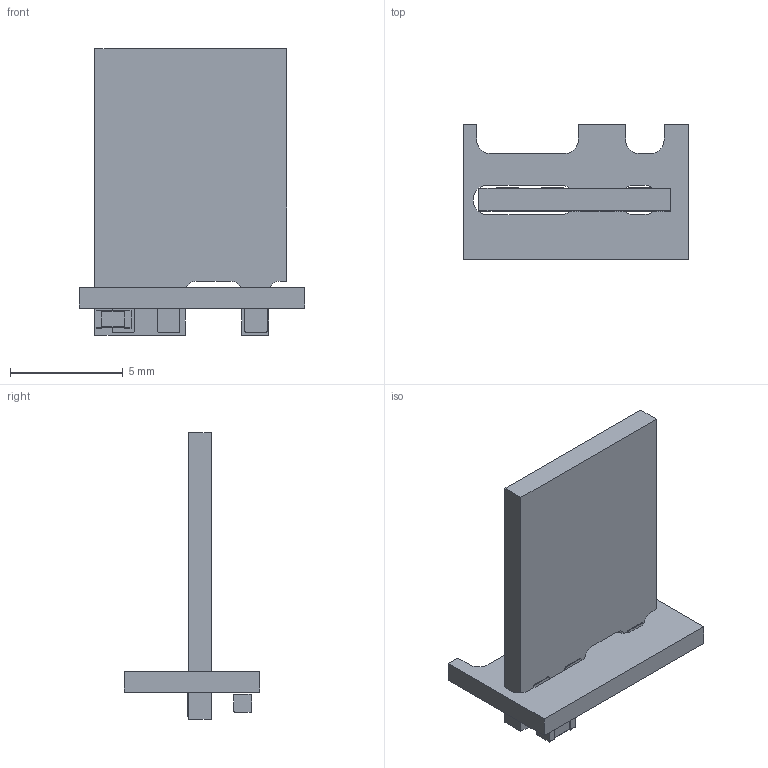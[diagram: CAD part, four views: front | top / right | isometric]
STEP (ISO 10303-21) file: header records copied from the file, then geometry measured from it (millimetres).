
FILE_DESCRIPTION(('KiCad electronic assembly'),'2;1');
FILE_NAME('connectionpcb.step','2026-01-17T19:16:53',('Pcbnew'),('Kicad' ),'Open CASCADE STEP processor 7.6','KiCad to STEP converter', 'Unknown');
FILE_SCHEMA(('AUTOMOTIVE_DESIGN { 1 0 10303 214 1 1 1 1 }'));
Length unit declared in the file: millimetre
Products named in the file (8): connectionpcb 1; ESP8684-WROOM-07; PCB; Pad6; Pad4; Pad2; C_0603_1608Metric; connectionpcb_PCB
Assembly tree (10 placements, depth 3):
  connectionpcb 1
    ESP8684-WROOM-07
      PCB
      Pad6  x2
      Pad4  x2
      Pad2  x2
    C_0603_1608Metric
    connectionpcb_PCB
Bounding box: 10 x 6 x 12.7 mm (x, y, z)
Volume: 142.3 mm3; surface area: 414.9 mm2
Topology: 9 solids, 9 shells, 137 faces, 351 edges, 234 vertices
Faces by surface type: plane 86, cylinder 51
Entity records: 3492 total; most frequent: DIRECTION 593, CARTESIAN_POINT 583, ORIENTED_EDGE 558, EDGE_CURVE 279, LINE 201, VECTOR 201, AXIS2_PLACEMENT_3D 196, VERTEX_POINT 186
